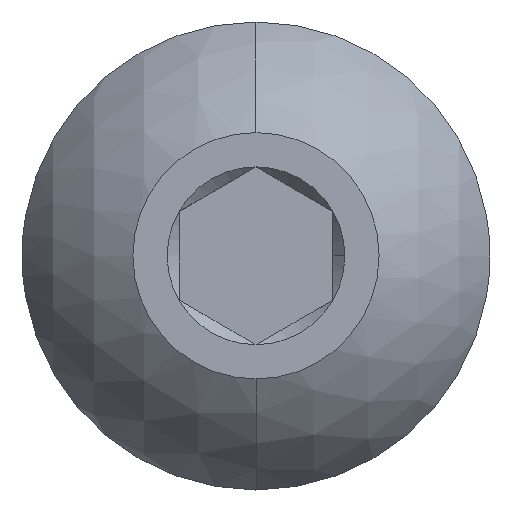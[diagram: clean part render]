
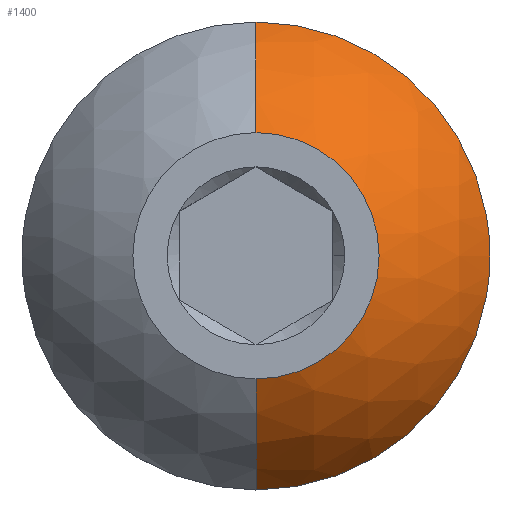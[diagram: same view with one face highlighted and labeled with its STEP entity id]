
A CAD part, top view. The second image highlights one B-rep face of the part: STEP entity #1400.
In plain terms, the highlighted spherical face has radius 4.229 mm.
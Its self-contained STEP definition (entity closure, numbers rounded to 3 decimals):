
#27 = DIRECTION ( 'NONE',  ( 1., 0., 0. ) ) ;
#53 = EDGE_CURVE ( 'NONE', #1083, #1999, #576, .T. ) ;
#93 = ORIENTED_EDGE ( 'NONE', *, *, #2036, .F. ) ;
#134 = CIRCLE ( 'NONE', #158, 4.229 ) ;
#146 = CARTESIAN_POINT ( 'NONE',  ( 0., 0., -3.726 ) ) ;
#148 = DIRECTION ( 'NONE',  ( 0., 0., 1. ) ) ;
#158 = AXIS2_PLACEMENT_3D ( 'NONE', #146, #775, #357 ) ;
#166 = EDGE_CURVE ( 'NONE', #1999, #1101, #2701, .T. ) ;
#182 = ORIENTED_EDGE ( 'NONE', *, *, #452, .T. ) ;
#248 = DIRECTION ( 'NONE',  ( 0., 0., 1. ) ) ;
#295 = DIRECTION ( 'NONE',  ( 1., 0., 0. ) ) ;
#357 = DIRECTION ( 'NONE',  ( 0., -1., 0. ) ) ;
#452 = EDGE_CURVE ( 'NONE', #1101, #1668, #509, .T. ) ;
#509 = CIRCLE ( 'NONE', #2023, 4.229 ) ;
#576 = CIRCLE ( 'NONE', #2393, 3.8 ) ;
#595 = AXIS2_PLACEMENT_3D ( 'NONE', #2679, #148, #2697 ) ;
#607 = CARTESIAN_POINT ( 'NONE',  ( 0., 3.8, -1.87 ) ) ;
#619 = CARTESIAN_POINT ( 'NONE',  ( 0., -3.8, -1.87 ) ) ;
#666 = SPHERICAL_SURFACE ( 'NONE', #2525, 4.229 ) ;
#774 = ORIENTED_EDGE ( 'NONE', *, *, #53, .T. ) ;
#775 = DIRECTION ( 'NONE',  ( -1., 0., 0. ) ) ;
#1083 = VERTEX_POINT ( 'NONE', #619 ) ;
#1101 = VERTEX_POINT ( 'NONE', #607 ) ;
#1143 = ORIENTED_EDGE ( 'NONE', *, *, #1207, .F. ) ;
#1207 = EDGE_CURVE ( 'NONE', #1083, #2597, #134, .T. ) ;
#1279 = CARTESIAN_POINT ( 'NONE',  ( 0., 0., -3.726 ) ) ;
#1280 = AXIS2_PLACEMENT_3D ( 'NONE', #1294, #248, #1747 ) ;
#1294 = CARTESIAN_POINT ( 'NONE',  ( 0., 0., 0. ) ) ;
#1369 = CARTESIAN_POINT ( 'NONE',  ( 0., 2., 0. ) ) ;
#1400 = ADVANCED_FACE ( 'NONE', ( #2319 ), #666, .T. ) ;
#1483 = DIRECTION ( 'NONE',  ( 1., 0., 0. ) ) ;
#1504 = DIRECTION ( 'NONE',  ( 0., -1., 0. ) ) ;
#1513 = CARTESIAN_POINT ( 'NONE',  ( 3.8, 0., -1.87 ) ) ;
#1668 = VERTEX_POINT ( 'NONE', #1369 ) ;
#1725 = EDGE_LOOP ( 'NONE', ( #774, #2632, #182, #93, #1143 ) ) ;
#1747 = DIRECTION ( 'NONE',  ( 1., 0., 0. ) ) ;
#1882 = CARTESIAN_POINT ( 'NONE',  ( 0., -2., 0. ) ) ;
#1984 = CARTESIAN_POINT ( 'NONE',  ( 0., 0., -3.726 ) ) ;
#1999 = VERTEX_POINT ( 'NONE', #1513 ) ;
#2023 = AXIS2_PLACEMENT_3D ( 'NONE', #1984, #27, #2198 ) ;
#2036 = EDGE_CURVE ( 'NONE', #2597, #1668, #2422, .T. ) ;
#2198 = DIRECTION ( 'NONE',  ( 0., 1., 0. ) ) ;
#2319 = FACE_OUTER_BOUND ( 'NONE', #1725, .T. ) ;
#2393 = AXIS2_PLACEMENT_3D ( 'NONE', #2423, #2633, #295 ) ;
#2422 = CIRCLE ( 'NONE', #1280, 2. ) ;
#2423 = CARTESIAN_POINT ( 'NONE',  ( 0., 0., -1.87 ) ) ;
#2525 = AXIS2_PLACEMENT_3D ( 'NONE', #1279, #1483, #1504 ) ;
#2597 = VERTEX_POINT ( 'NONE', #1882 ) ;
#2632 = ORIENTED_EDGE ( 'NONE', *, *, #166, .T. ) ;
#2633 = DIRECTION ( 'NONE',  ( 0., 0., 1. ) ) ;
#2679 = CARTESIAN_POINT ( 'NONE',  ( 0., 0., -1.87 ) ) ;
#2697 = DIRECTION ( 'NONE',  ( 1., 0., 0. ) ) ;
#2701 = CIRCLE ( 'NONE', #595, 3.8 ) ;
